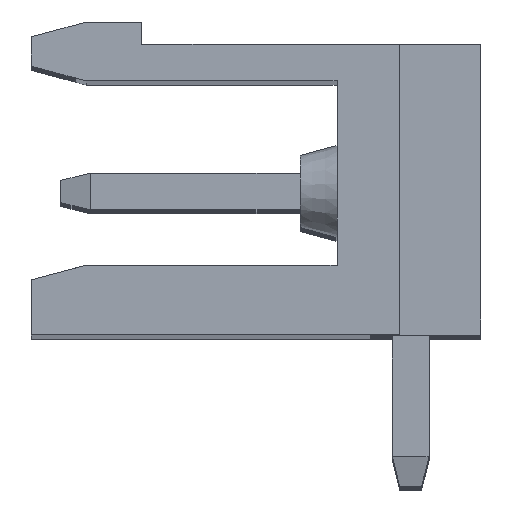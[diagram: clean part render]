
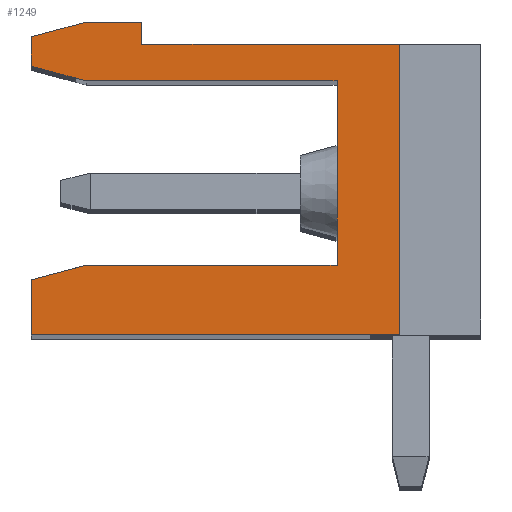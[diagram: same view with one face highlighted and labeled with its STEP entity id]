
A CAD part, top view. The second image highlights one B-rep face of the part: STEP entity #1249.
In plain terms, the highlighted planar face has unit normal (0, 0, 1).
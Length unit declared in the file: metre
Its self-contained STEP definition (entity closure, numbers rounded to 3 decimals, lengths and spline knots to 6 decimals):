
#1249=ADVANCED_FACE('',(#2930),#2931,.F.);
#2930=FACE_OUTER_BOUND('',#5073,.T.);
#2931=PLANE('',#5074);
#5073=EDGE_LOOP('',(#8770,#8771,#8772,#8773,#8774,#8775,#8776,#8777,#8778,#8779,#8780,#8781,#8782));
#5074=AXIS2_PLACEMENT_3D('',#8783,#8784,#8785);
#8770=ORIENTED_EDGE('',*,*,#13673,.T.);
#8771=ORIENTED_EDGE('',*,*,#13675,.T.);
#8772=ORIENTED_EDGE('',*,*,#13676,.T.);
#8773=ORIENTED_EDGE('',*,*,#13677,.T.);
#8774=ORIENTED_EDGE('',*,*,#13678,.T.);
#8775=ORIENTED_EDGE('',*,*,#13679,.T.);
#8776=ORIENTED_EDGE('',*,*,#13680,.T.);
#8777=ORIENTED_EDGE('',*,*,#13681,.F.);
#8778=ORIENTED_EDGE('',*,*,#13682,.F.);
#8779=ORIENTED_EDGE('',*,*,#13683,.F.);
#8780=ORIENTED_EDGE('',*,*,#13684,.F.);
#8781=ORIENTED_EDGE('',*,*,#13685,.F.);
#8782=ORIENTED_EDGE('',*,*,#13686,.T.);
#8783=CARTESIAN_POINT('',(-0.0037,0.0069,0.67824));
#8784=DIRECTION('',(0.0,0.0,-1.0));
#8785=DIRECTION('',(0.0,-1.0,0.0));
#13673=EDGE_CURVE('',#16540,#16663,#16665,.T.);
#13675=EDGE_CURVE('',#16663,#16667,#16668,.T.);
#13676=EDGE_CURVE('',#16667,#16669,#16670,.T.);
#13677=EDGE_CURVE('',#16669,#16671,#16672,.T.);
#13678=EDGE_CURVE('',#16671,#16673,#16674,.T.);
#13679=EDGE_CURVE('',#16673,#16675,#16676,.T.);
#13680=EDGE_CURVE('',#16675,#16677,#16678,.T.);
#13681=EDGE_CURVE('',#16679,#16677,#16680,.T.);
#13682=EDGE_CURVE('',#16681,#16679,#16682,.T.);
#13683=EDGE_CURVE('',#16683,#16681,#16684,.T.);
#13684=EDGE_CURVE('',#16685,#16683,#16686,.T.);
#13685=EDGE_CURVE('',#16687,#16685,#16688,.T.);
#13686=EDGE_CURVE('',#16687,#16540,#16689,.T.);
#16540=VERTEX_POINT('',#20799);
#16663=VERTEX_POINT('',#20988);
#16665=LINE('',#20991,#20992);
#16667=VERTEX_POINT('',#20994);
#16668=LINE('',#20995,#20996);
#16669=VERTEX_POINT('',#20997);
#16670=LINE('',#20998,#20999);
#16671=VERTEX_POINT('',#21000);
#16672=LINE('',#21001,#21002);
#16673=VERTEX_POINT('',#21003);
#16674=LINE('',#21004,#21005);
#16675=VERTEX_POINT('',#21006);
#16676=LINE('',#21007,#21008);
#16677=VERTEX_POINT('',#21009);
#16678=LINE('',#21010,#21011);
#16679=VERTEX_POINT('',#21012);
#16680=LINE('',#21013,#21014);
#16681=VERTEX_POINT('',#21015);
#16682=LINE('',#21016,#21017);
#16683=VERTEX_POINT('',#21018);
#16684=LINE('',#21019,#21020);
#16685=VERTEX_POINT('',#21021);
#16686=LINE('',#21022,#21023);
#16687=VERTEX_POINT('',#21024);
#16688=LINE('',#21025,#21026);
#16689=LINE('',#21027,#21028);
#20799=CARTESIAN_POINT('',(-0.012,0.,0.67824));
#20988=CARTESIAN_POINT('',(-0.002,0.,0.67824));
#20991=CARTESIAN_POINT('',(-0.012,0.,0.67824));
#20992=VECTOR('',#24492,1.0);
#20994=CARTESIAN_POINT('',(-0.002,0.0079,0.67824));
#20995=CARTESIAN_POINT('',(-0.002,0.0079,0.67824));
#20996=VECTOR('',#24493,1.0);
#20997=CARTESIAN_POINT('',(-0.009,0.0079,0.67824));
#20998=CARTESIAN_POINT('',(-0.0022,0.0079,0.67824));
#20999=VECTOR('',#24494,1.0);
#21000=CARTESIAN_POINT('',(-0.009,0.0085,0.67824));
#21001=CARTESIAN_POINT('',(-0.009,0.0081,0.67824));
#21002=VECTOR('',#24495,1.0);
#21003=CARTESIAN_POINT('',(-0.010507,0.0085,0.67824));
#21004=CARTESIAN_POINT('',(-0.009,0.0085,0.67824));
#21005=VECTOR('',#24496,1.0);
#21006=CARTESIAN_POINT('',(-0.012,0.0081,0.67824));
#21007=CARTESIAN_POINT('',(-0.010507,0.0085,0.67824));
#21008=VECTOR('',#24497,1.0);
#21009=CARTESIAN_POINT('',(-0.012,0.0073,0.67824));
#21010=CARTESIAN_POINT('',(-0.012,0.0082,0.67824));
#21011=VECTOR('',#24498,1.0);
#21012=CARTESIAN_POINT('',(-0.010507,0.0069,0.67824));
#21013=CARTESIAN_POINT('',(-0.012,0.0073,0.67824));
#21014=VECTOR('',#24499,1.0);
#21015=CARTESIAN_POINT('',(-0.0037,0.0069,0.67824));
#21016=CARTESIAN_POINT('',(-0.010507,0.0069,0.67824));
#21017=VECTOR('',#24500,1.0);
#21018=CARTESIAN_POINT('',(-0.0037,0.0019,0.67824));
#21019=CARTESIAN_POINT('',(-0.0037,0.0069,0.67824));
#21020=VECTOR('',#24501,1.0);
#21021=CARTESIAN_POINT('',(-0.0105,0.0019,0.67824));
#21022=CARTESIAN_POINT('',(-0.0037,0.0019,0.67824));
#21023=VECTOR('',#24502,1.0);
#21024=CARTESIAN_POINT('',(-0.012,0.001498,0.67824));
#21025=CARTESIAN_POINT('',(-0.0105,0.0019,0.67824));
#21026=VECTOR('',#24503,1.0);
#21027=CARTESIAN_POINT('',(-0.012,0.0082,0.67824));
#21028=VECTOR('',#24504,1.0);
#24492=DIRECTION('',(1.0,0.0,0.0));
#24493=DIRECTION('',(0.0,1.0,0.0));
#24494=DIRECTION('',(-1.0,0.0,0.0));
#24495=DIRECTION('',(0.,1.0,0.0));
#24496=DIRECTION('',(-1.0,0.0,0.0));
#24497=DIRECTION('',(-0.966,-0.259,0.0));
#24498=DIRECTION('',(0.0,-1.0,0.0));
#24499=DIRECTION('',(-0.966,0.259,0.0));
#24500=DIRECTION('',(-1.0,0.0,0.0));
#24501=DIRECTION('',(0.,1.0,0.0));
#24502=DIRECTION('',(1.0,0.0,0.0));
#24503=DIRECTION('',(0.966,0.259,0.0));
#24504=DIRECTION('',(0.0,-1.0,0.0));
